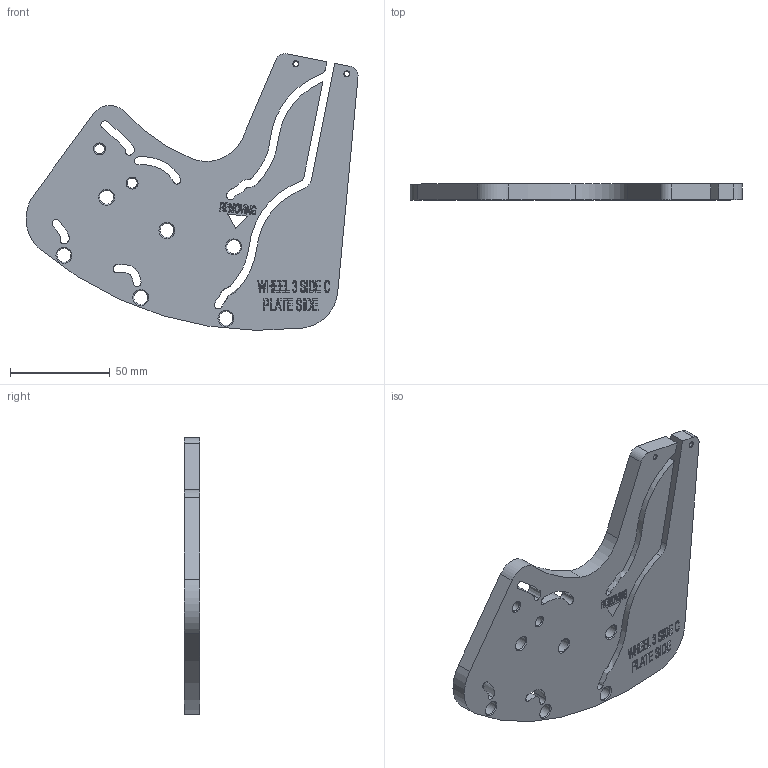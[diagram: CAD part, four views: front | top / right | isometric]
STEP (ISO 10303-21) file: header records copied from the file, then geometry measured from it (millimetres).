
FILE_DESCRIPTION(/* description */ (''),/* implementation_level */ '2;1');
FILE_NAME(/* name */ 'GETOUT_STAVE_70.stp',/* time_stamp */ '2018-09-11T16:51:02+02:00',/* author */ (''),/* organization */ (''),/* preprocessor_version */ 'ST-DEVELOPER v16.7',/* originating_system */ 'SIEMENS PLM Software NX 12.0',/* authorisation */ '');
FILE_SCHEMA (('AP203_CONFIGURATION_CONTROLLED_3D_DESIGN_OF_MECHANICAL_PARTS_AND_ASSEMBLIES_MIM_LF { 1 0 10303 403 2 1 2}'));
Length unit declared in the file: millimetre
Products named in the file (1): turc155078D8vtfp
Bounding box: 166.06 x 8 x 138.4 mm (x, y, z)
Volume: 106904.6 mm3; surface area: 38446.5 mm2
Topology: 1 solids, 1 shells, 624 faces, 1647 edges, 1094 vertices
Faces by surface type: plane 469, extrusion 104, cylinder 31, cone 20
Full cylindrical faces by diameter (mm): 2.5 x2, 5 x2, 7 x6
Entity records: 23779 total; most frequent: CARTESIAN_POINT 10016, ORIENTED_EDGE 3218, DIRECTION 1922, EDGE_CURVE 1609, VERTEX_POINT 1086, B_SPLINE_CURVE_WITH_KNOTS 1035, EDGE_LOOP 753, VECTOR 700
